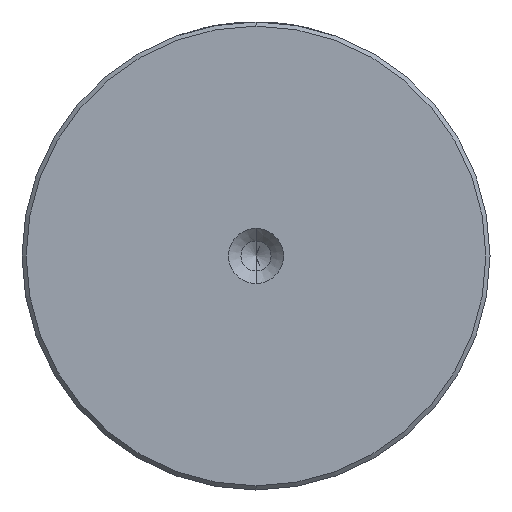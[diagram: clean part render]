
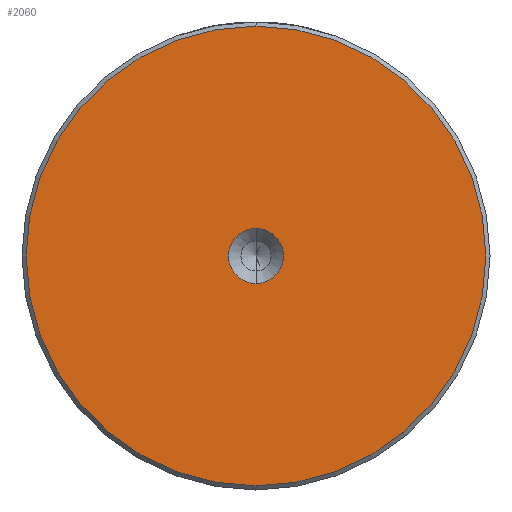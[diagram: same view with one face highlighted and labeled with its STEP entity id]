
A CAD part, left-side view. The second image highlights one B-rep face of the part: STEP entity #2060.
In plain terms, the highlighted planar face has unit normal (-1, 0, 0).
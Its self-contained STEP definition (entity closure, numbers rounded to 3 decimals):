
#268 = CARTESIAN_POINT ( 'NONE',  ( 0., 0., 27.5 ) ) ;
#310 = CARTESIAN_POINT ( 'NONE',  ( 0., 0., 3.3 ) ) ;
#345 = AXIS2_PLACEMENT_3D ( 'NONE', #1810, #380, #2048 ) ;
#380 = DIRECTION ( 'NONE',  ( -1., 0., 0. ) ) ;
#430 = CARTESIAN_POINT ( 'NONE',  ( 0., 0., 0. ) ) ;
#477 = CARTESIAN_POINT ( 'NONE',  ( 0., 0., -3.3 ) ) ;
#515 = AXIS2_PLACEMENT_3D ( 'NONE', #2730, #1344, #2959 ) ;
#565 = EDGE_CURVE ( 'NONE', #644, #1759, #2224, .T. ) ;
#644 = VERTEX_POINT ( 'NONE', #2717 ) ;
#738 = AXIS2_PLACEMENT_3D ( 'NONE', #430, #912, #2557 ) ;
#912 = DIRECTION ( 'NONE',  ( -1., 0., 0. ) ) ;
#978 = EDGE_LOOP ( 'NONE', ( #2528, #2992 ) ) ;
#1205 = VERTEX_POINT ( 'NONE', #310 ) ;
#1263 = CIRCLE ( 'NONE', #345, 3.3 ) ;
#1296 = CARTESIAN_POINT ( 'NONE',  ( 0., 0., 0. ) ) ;
#1308 = FACE_BOUND ( 'NONE', #978, .T. ) ;
#1344 = DIRECTION ( 'NONE',  ( -1., 0., 0. ) ) ;
#1376 = EDGE_CURVE ( 'NONE', #1759, #644, #2237, .T. ) ;
#1389 = DIRECTION ( 'NONE',  ( 0., 0., 1. ) ) ;
#1467 = EDGE_CURVE ( 'NONE', #1205, #1699, #2023, .T. ) ;
#1535 = DIRECTION ( 'NONE',  ( 0., 0., 1. ) ) ;
#1598 = PLANE ( 'NONE',  #738 ) ;
#1666 = ORIENTED_EDGE ( 'NONE', *, *, #565, .T. ) ;
#1699 = VERTEX_POINT ( 'NONE', #477 ) ;
#1759 = VERTEX_POINT ( 'NONE', #268 ) ;
#1772 = AXIS2_PLACEMENT_3D ( 'NONE', #1879, #2078, #1389 ) ;
#1810 = CARTESIAN_POINT ( 'NONE',  ( 0., 0., 0. ) ) ;
#1879 = CARTESIAN_POINT ( 'NONE',  ( 0., 0., 0. ) ) ;
#2023 = CIRCLE ( 'NONE', #515, 3.3 ) ;
#2048 = DIRECTION ( 'NONE',  ( 0., 0., 1. ) ) ;
#2060 = ADVANCED_FACE ( 'NONE', ( #2553, #1308 ), #1598, .T. ) ;
#2078 = DIRECTION ( 'NONE',  ( -1., 0., 0. ) ) ;
#2151 = AXIS2_PLACEMENT_3D ( 'NONE', #1296, #2915, #1535 ) ;
#2224 = CIRCLE ( 'NONE', #1772, 27.5 ) ;
#2237 = CIRCLE ( 'NONE', #2151, 27.5 ) ;
#2261 = EDGE_LOOP ( 'NONE', ( #1666, #2607 ) ) ;
#2412 = EDGE_CURVE ( 'NONE', #1699, #1205, #1263, .T. ) ;
#2528 = ORIENTED_EDGE ( 'NONE', *, *, #1467, .F. ) ;
#2553 = FACE_OUTER_BOUND ( 'NONE', #2261, .T. ) ;
#2557 = DIRECTION ( 'NONE',  ( 0., 0., 1. ) ) ;
#2607 = ORIENTED_EDGE ( 'NONE', *, *, #1376, .T. ) ;
#2717 = CARTESIAN_POINT ( 'NONE',  ( 0., 0., -27.5 ) ) ;
#2730 = CARTESIAN_POINT ( 'NONE',  ( 0., 0., 0. ) ) ;
#2915 = DIRECTION ( 'NONE',  ( -1., 0., 0. ) ) ;
#2959 = DIRECTION ( 'NONE',  ( 0., 0., 1. ) ) ;
#2992 = ORIENTED_EDGE ( 'NONE', *, *, #2412, .F. ) ;
